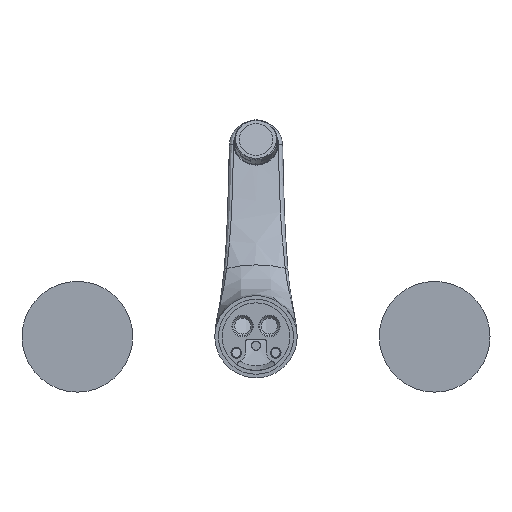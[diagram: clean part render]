
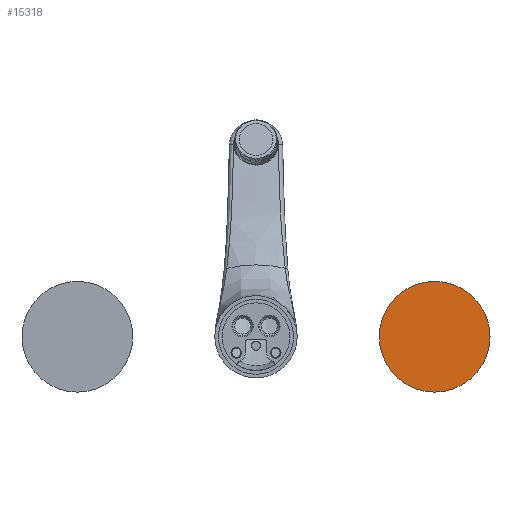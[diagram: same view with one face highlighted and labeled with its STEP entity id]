
A CAD part, front view. The second image highlights one B-rep face of the part: STEP entity #15318.
In plain terms, the highlighted planar face has unit normal (0, -1, 0).
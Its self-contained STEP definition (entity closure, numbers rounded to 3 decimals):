
#11390=CARTESIAN_POINT('',(100.,0.,0.));
#11391=DIRECTION('',(0.,-1.,0.));
#11392=DIRECTION('',(1.,0.,0.));
#11393=AXIS2_PLACEMENT_3D('',#11390,#11391,#11392);
#11404=CARTESIAN_POINT('',(100.,0.,0.));
#11405=DIRECTION('',(0.,1.,0.));
#11406=DIRECTION('',(1.,0.,0.));
#11407=AXIS2_PLACEMENT_3D('',#11404,#11405,#11406);
#12094=CARTESIAN_POINT('',(131.,0.,0.));
#12095=CARTESIAN_POINT('',(69.,0.,0.));
#12096=VERTEX_POINT('',#12094);
#12097=VERTEX_POINT('',#12095);
#15309=CARTESIAN_POINT('',(100.,0.,0.));
#15310=DIRECTION('',(0.,-1.,0.));
#15311=DIRECTION('',(-1.,0.,0.));
#15312=AXIS2_PLACEMENT_3D('',#15309,#15310,#15311);
#15313=PLANE('',#15312);
#15314=ORIENTED_EDGE('',*,*,#15296,.T.);
#15315=ORIENTED_EDGE('',*,*,#15275,.F.);
#15316=EDGE_LOOP('',(#15314,#15315));
#15317=FACE_OUTER_BOUND('',#15316,.F.);
#15318=ADVANCED_FACE('',(#15317),#15313,.T.);
#11394=CIRCLE('',#11393,31.);
#11408=CIRCLE('',#11407,31.);
#15275=EDGE_CURVE('',#12096,#12097,#11394,.T.);
#15296=EDGE_CURVE('',#12096,#12097,#11408,.T.);
